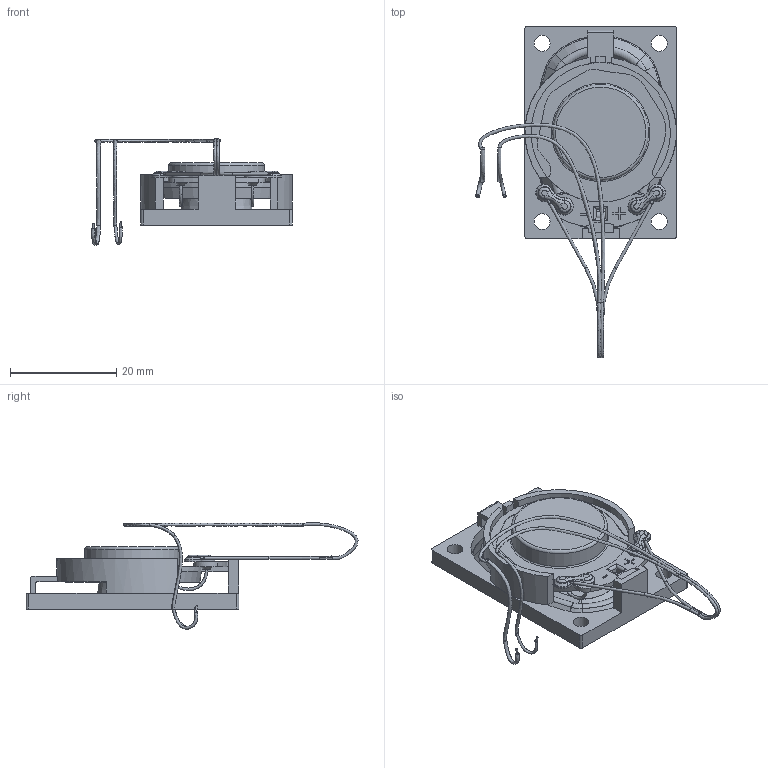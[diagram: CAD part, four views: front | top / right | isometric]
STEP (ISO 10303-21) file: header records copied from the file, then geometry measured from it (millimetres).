
FILE_DESCRIPTION(/* description */ (''),/* implementation_level */ '2;1');
FILE_NAME(/* name */ 'speaker model v5.step',/* time_stamp */ '2024-10-26T17:11:27-04:00',/* author */ (''),/* organization */ (''),/* preprocessor_version */ 'ST-DEVELOPER v20',/* originating_system */ 'Autodesk Translation Framework v13.20.0.188',/* authorisation */ '');
FILE_SCHEMA (('AUTOMOTIVE_DESIGN { 1 0 10303 214 3 1 1 }'));
Length unit declared in the file: millimetre
Products named in the file (2): speaker model; AS04004PO-2-LW152-R v1
Assembly tree (1 placements, depth 2):
  speaker model
    AS04004PO-2-LW152-R v1
Bounding box: 37.77 x 62.41 x 20.02 mm (x, y, z)
Volume: 4822.5 mm3; surface area: 6365.6 mm2
Topology: 9 solids, 9 shells, 368 faces, 849 edges, 495 vertices
Faces by surface type: plane 113, torus 74, cylinder 71, cone 60, bspline 49, sphere 1
Full cylindrical faces by diameter (mm): 0.3 x2, 0.55 x2, 3 x4, 18 x1
Entity records: 15072 total; most frequent: CARTESIAN_POINT 6446, DIRECTION 1839, ORIENTED_EDGE 1698, EDGE_CURVE 849, AXIS2_PLACEMENT_3D 765, VERTEX_POINT 495, CIRCLE 432, EDGE_LOOP 394
